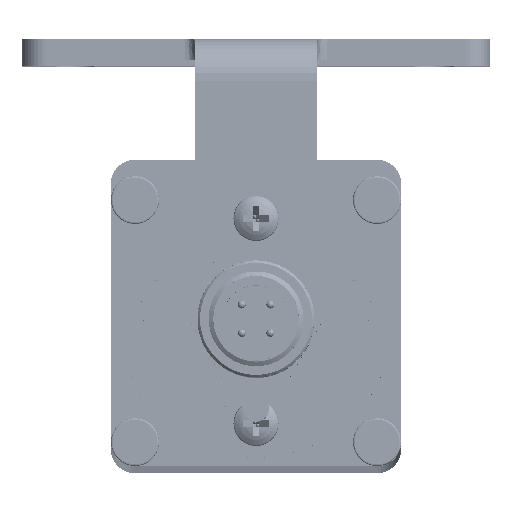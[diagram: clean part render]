
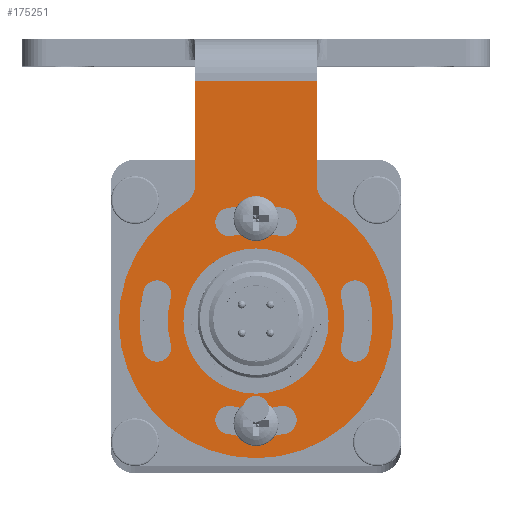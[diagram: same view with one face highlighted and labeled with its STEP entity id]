
A CAD part, top view. The second image highlights one B-rep face of the part: STEP entity #175251.
In plain terms, the highlighted face is planar.
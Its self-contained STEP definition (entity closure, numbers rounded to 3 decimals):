
#174037=DIRECTION('',(1.,0.,0.));
#174038=VECTOR('',#174037,15.);
#174039=CARTESIAN_POINT('',(-7.5,24.2,-2.6));
#174040=LINE('',#174039,#174038);
#174228=CARTESIAN_POINT('',(10.5,24.2,-15.378));
#174229=DIRECTION('',(0.,-1.,0.));
#174230=DIRECTION('',(-1.,0.,0.));
#174231=AXIS2_PLACEMENT_3D('',#174228,#174229,#174230);
#174238=CARTESIAN_POINT('',(0.,24.2,-32.4));
#174239=DIRECTION('',(0.,1.,0.));
#174240=DIRECTION('',(-1.,0.,0.));
#174241=AXIS2_PLACEMENT_3D('',#174238,#174239,#174240);
#174243=CARTESIAN_POINT('',(0.,24.2,-32.4));
#174244=DIRECTION('',(0.,1.,0.));
#174245=DIRECTION('',(1.,0.,0.));
#174246=AXIS2_PLACEMENT_3D('',#174243,#174244,#174245);
#174248=CARTESIAN_POINT('',(-3.287,24.2,-20.133));
#174249=DIRECTION('',(0.,1.,0.));
#174250=DIRECTION('',(0.259,0.,-0.966));
#174251=AXIS2_PLACEMENT_3D('',#174248,#174249,#174250);
#174253=CARTESIAN_POINT('',(0.,24.2,-32.4));
#174254=DIRECTION('',(0.,1.,0.));
#174255=DIRECTION('',(-0.259,0.,0.966));
#174256=AXIS2_PLACEMENT_3D('',#174253,#174254,#174255);
#174258=CARTESIAN_POINT('',(3.287,24.2,-20.133));
#174259=DIRECTION('',(0.,1.,0.));
#174260=DIRECTION('',(0.259,0.,0.966));
#174261=AXIS2_PLACEMENT_3D('',#174258,#174259,#174260);
#174263=CARTESIAN_POINT('',(0.,24.2,-32.4));
#174264=DIRECTION('',(0.,1.,0.));
#174265=DIRECTION('',(-0.259,0.,0.966));
#174266=AXIS2_PLACEMENT_3D('',#174263,#174264,#174265);
#174268=CARTESIAN_POINT('',(12.267,24.2,-29.113));
#174269=DIRECTION('',(0.,1.,0.));
#174270=DIRECTION('',(-0.966,0.,-0.259));
#174271=AXIS2_PLACEMENT_3D('',#174268,#174269,#174270);
#174273=CARTESIAN_POINT('',(0.,24.2,-32.4));
#174274=DIRECTION('',(0.,1.,0.));
#174275=DIRECTION('',(0.966,0.,0.259));
#174276=AXIS2_PLACEMENT_3D('',#174273,#174274,#174275);
#174278=CARTESIAN_POINT('',(12.267,24.2,-35.687));
#174279=DIRECTION('',(0.,1.,0.));
#174280=DIRECTION('',(0.966,0.,-0.259));
#174281=AXIS2_PLACEMENT_3D('',#174278,#174279,#174280);
#174283=CARTESIAN_POINT('',(0.,24.2,-32.4));
#174284=DIRECTION('',(0.,1.,0.));
#174285=DIRECTION('',(0.966,0.,0.259));
#174286=AXIS2_PLACEMENT_3D('',#174283,#174284,#174285);
#174288=CARTESIAN_POINT('',(3.287,24.2,-44.667));
#174289=DIRECTION('',(0.,1.,0.));
#174290=DIRECTION('',(-0.259,0.,0.966));
#174291=AXIS2_PLACEMENT_3D('',#174288,#174289,#174290);
#174293=CARTESIAN_POINT('',(0.,24.2,-32.4));
#174294=DIRECTION('',(0.,1.,0.));
#174295=DIRECTION('',(0.259,0.,-0.966));
#174296=AXIS2_PLACEMENT_3D('',#174293,#174294,#174295);
#174298=CARTESIAN_POINT('',(-3.287,24.2,-44.667));
#174299=DIRECTION('',(0.,1.,0.));
#174300=DIRECTION('',(-0.259,0.,-0.966));
#174301=AXIS2_PLACEMENT_3D('',#174298,#174299,#174300);
#174303=CARTESIAN_POINT('',(0.,24.2,-32.4));
#174304=DIRECTION('',(0.,1.,0.));
#174305=DIRECTION('',(0.259,0.,-0.966));
#174306=AXIS2_PLACEMENT_3D('',#174303,#174304,#174305);
#174308=CARTESIAN_POINT('',(-12.267,24.2,-35.687));
#174309=DIRECTION('',(0.,1.,0.));
#174310=DIRECTION('',(0.966,0.,0.259));
#174311=AXIS2_PLACEMENT_3D('',#174308,#174309,#174310);
#174313=CARTESIAN_POINT('',(0.,24.2,-32.4));
#174314=DIRECTION('',(0.,1.,0.));
#174315=DIRECTION('',(-0.966,0.,-0.259));
#174316=AXIS2_PLACEMENT_3D('',#174313,#174314,#174315);
#174318=CARTESIAN_POINT('',(-12.267,24.2,-29.113));
#174319=DIRECTION('',(0.,1.,0.));
#174320=DIRECTION('',(-0.966,0.,0.259));
#174321=AXIS2_PLACEMENT_3D('',#174318,#174319,#174320);
#174323=CARTESIAN_POINT('',(0.,24.2,-32.4));
#174324=DIRECTION('',(0.,1.,0.));
#174325=DIRECTION('',(-0.966,0.,-0.259));
#174326=AXIS2_PLACEMENT_3D('',#174323,#174324,#174325);
#174328=DIRECTION('',(0.,0.,1.));
#174329=VECTOR('',#174328,12.778);
#174330=CARTESIAN_POINT('',(-7.5,24.2,-15.378));
#174331=LINE('',#174330,#174329);
#174332=CARTESIAN_POINT('',(0.,24.2,-32.4));
#174333=DIRECTION('',(0.,1.,0.));
#174334=DIRECTION('',(0.525,0.,0.851));
#174335=AXIS2_PLACEMENT_3D('',#174332,#174333,#174334);
#174337=DIRECTION('',(0.,0.,-1.));
#174338=VECTOR('',#174337,12.778);
#174339=CARTESIAN_POINT('',(7.5,24.2,-2.6));
#174340=LINE('',#174339,#174338);
#174524=CARTESIAN_POINT('',(-10.5,24.2,-15.378));
#174525=DIRECTION('',(0.,-1.,0.));
#174526=DIRECTION('',(0.525,0.,-0.851));
#174527=AXIS2_PLACEMENT_3D('',#174524,#174525,#174526);
#174600=CARTESIAN_POINT('',(-7.5,24.2,-2.6));
#174601=CARTESIAN_POINT('',(7.5,24.2,-2.6));
#174602=VERTEX_POINT('',#174600);
#174603=VERTEX_POINT('',#174601);
#174620=CARTESIAN_POINT('',(-9.,24.2,-32.4));
#174621=CARTESIAN_POINT('',(9.,24.2,-32.4));
#174622=VERTEX_POINT('',#174620);
#174623=VERTEX_POINT('',#174621);
#174632=CARTESIAN_POINT('',(-2.834,24.2,-21.823));
#174633=CARTESIAN_POINT('',(-3.74,24.2,-18.442));
#174634=VERTEX_POINT('',#174632);
#174635=VERTEX_POINT('',#174633);
#174636=CARTESIAN_POINT('',(2.834,24.2,-21.823));
#174637=VERTEX_POINT('',#174636);
#174638=CARTESIAN_POINT('',(3.74,24.2,-18.442));
#174639=VERTEX_POINT('',#174638);
#174648=CARTESIAN_POINT('',(10.577,24.2,-29.566));
#174649=CARTESIAN_POINT('',(13.958,24.2,-28.66));
#174650=VERTEX_POINT('',#174648);
#174651=VERTEX_POINT('',#174649);
#174652=CARTESIAN_POINT('',(10.577,24.2,-35.234));
#174653=VERTEX_POINT('',#174652);
#174654=CARTESIAN_POINT('',(13.958,24.2,-36.14));
#174655=VERTEX_POINT('',#174654);
#174664=CARTESIAN_POINT('',(2.834,24.2,-42.977));
#174665=CARTESIAN_POINT('',(3.74,24.2,-46.358));
#174666=VERTEX_POINT('',#174664);
#174667=VERTEX_POINT('',#174665);
#174668=CARTESIAN_POINT('',(-2.834,24.2,-42.977));
#174669=VERTEX_POINT('',#174668);
#174670=CARTESIAN_POINT('',(-3.74,24.2,-46.358));
#174671=VERTEX_POINT('',#174670);
#174680=CARTESIAN_POINT('',(-10.577,24.2,-35.234));
#174681=CARTESIAN_POINT('',(-13.958,24.2,-36.14));
#174682=VERTEX_POINT('',#174680);
#174683=VERTEX_POINT('',#174681);
#174684=CARTESIAN_POINT('',(-10.577,24.2,-29.566));
#174685=VERTEX_POINT('',#174684);
#174686=CARTESIAN_POINT('',(-13.958,24.2,-28.66));
#174687=VERTEX_POINT('',#174686);
#174720=CARTESIAN_POINT('',(7.5,24.2,-15.378));
#174722=VERTEX_POINT('',#174720);
#174724=CARTESIAN_POINT('',(8.925,24.2,-17.931));
#174726=VERTEX_POINT('',#174724);
#174728=CARTESIAN_POINT('',(-8.925,24.2,-17.931));
#174730=VERTEX_POINT('',#174728);
#174732=CARTESIAN_POINT('',(-7.5,24.2,-15.378));
#174734=VERTEX_POINT('',#174732);
#175189=CARTESIAN_POINT('',(15.219,24.2,2.6));
#175190=DIRECTION('',(0.,1.,0.));
#175191=DIRECTION('',(1.,0.,0.));
#175192=AXIS2_PLACEMENT_3D('',#175189,#175190,#175191);
#175193=PLANE('',#175192);
#175195=ORIENTED_EDGE('',*,*,#175194,.F.);
#175197=ORIENTED_EDGE('',*,*,#175196,.F.);
#175199=ORIENTED_EDGE('',*,*,#175198,.F.);
#175200=ORIENTED_EDGE('',*,*,#175180,.F.);
#175201=ORIENTED_EDGE('',*,*,#175169,.F.);
#175202=ORIENTED_EDGE('',*,*,#174928,.F.);
#175203=EDGE_LOOP('',(#175195,#175197,#175199,#175200,#175201,#175202));
#175204=FACE_OUTER_BOUND('',#175203,.F.);
#175206=ORIENTED_EDGE('',*,*,#175205,.T.);
#175208=ORIENTED_EDGE('',*,*,#175207,.T.);
#175210=ORIENTED_EDGE('',*,*,#175209,.T.);
#175212=ORIENTED_EDGE('',*,*,#175211,.F.);
#175213=EDGE_LOOP('',(#175206,#175208,#175210,#175212));
#175214=FACE_BOUND('',#175213,.F.);
#175216=ORIENTED_EDGE('',*,*,#175215,.T.);
#175218=ORIENTED_EDGE('',*,*,#175217,.T.);
#175220=ORIENTED_EDGE('',*,*,#175219,.T.);
#175222=ORIENTED_EDGE('',*,*,#175221,.F.);
#175223=EDGE_LOOP('',(#175216,#175218,#175220,#175222));
#175224=FACE_BOUND('',#175223,.F.);
#175226=ORIENTED_EDGE('',*,*,#175225,.T.);
#175228=ORIENTED_EDGE('',*,*,#175227,.T.);
#175230=ORIENTED_EDGE('',*,*,#175229,.T.);
#175232=ORIENTED_EDGE('',*,*,#175231,.F.);
#175233=EDGE_LOOP('',(#175226,#175228,#175230,#175232));
#175234=FACE_BOUND('',#175233,.F.);
#175236=ORIENTED_EDGE('',*,*,#175235,.T.);
#175238=ORIENTED_EDGE('',*,*,#175237,.T.);
#175240=ORIENTED_EDGE('',*,*,#175239,.T.);
#175242=ORIENTED_EDGE('',*,*,#175241,.F.);
#175243=EDGE_LOOP('',(#175236,#175238,#175240,#175242));
#175244=FACE_BOUND('',#175243,.F.);
#175246=ORIENTED_EDGE('',*,*,#175245,.T.);
#175248=ORIENTED_EDGE('',*,*,#175247,.T.);
#175249=EDGE_LOOP('',(#175246,#175248));
#175250=FACE_BOUND('',#175249,.F.);
#175251=ADVANCED_FACE('',(#175204,#175214,#175224,#175234,#175244,#175250),
#175193,.T.);
#174232=CIRCLE('',#174231,3.);
#174242=CIRCLE('',#174241,9.);
#174247=CIRCLE('',#174246,9.);
#174252=CIRCLE('',#174251,1.75);
#174257=CIRCLE('',#174256,14.45);
#174262=CIRCLE('',#174261,1.75);
#174267=CIRCLE('',#174266,10.95);
#174272=CIRCLE('',#174271,1.75);
#174277=CIRCLE('',#174276,14.45);
#174282=CIRCLE('',#174281,1.75);
#174287=CIRCLE('',#174286,10.95);
#174292=CIRCLE('',#174291,1.75);
#174297=CIRCLE('',#174296,14.45);
#174302=CIRCLE('',#174301,1.75);
#174307=CIRCLE('',#174306,10.95);
#174312=CIRCLE('',#174311,1.75);
#174317=CIRCLE('',#174316,14.45);
#174322=CIRCLE('',#174321,1.75);
#174327=CIRCLE('',#174326,10.95);
#174336=CIRCLE('',#174335,17.);
#174528=CIRCLE('',#174527,3.);
#174928=EDGE_CURVE('',#174602,#174603,#174040,.T.);
#175169=EDGE_CURVE('',#174603,#174722,#174340,.T.);
#175180=EDGE_CURVE('',#174722,#174726,#174232,.T.);
#175194=EDGE_CURVE('',#174734,#174602,#174331,.T.);
#175196=EDGE_CURVE('',#174730,#174734,#174528,.T.);
#175198=EDGE_CURVE('',#174726,#174730,#174336,.T.);
#175205=EDGE_CURVE('',#174634,#174635,#174252,.T.);
#175207=EDGE_CURVE('',#174635,#174639,#174257,.T.);
#175209=EDGE_CURVE('',#174639,#174637,#174262,.T.);
#175211=EDGE_CURVE('',#174634,#174637,#174267,.T.);
#175215=EDGE_CURVE('',#174650,#174651,#174272,.T.);
#175217=EDGE_CURVE('',#174651,#174655,#174277,.T.);
#175219=EDGE_CURVE('',#174655,#174653,#174282,.T.);
#175221=EDGE_CURVE('',#174650,#174653,#174287,.T.);
#175225=EDGE_CURVE('',#174666,#174667,#174292,.T.);
#175227=EDGE_CURVE('',#174667,#174671,#174297,.T.);
#175229=EDGE_CURVE('',#174671,#174669,#174302,.T.);
#175231=EDGE_CURVE('',#174666,#174669,#174307,.T.);
#175235=EDGE_CURVE('',#174682,#174683,#174312,.T.);
#175237=EDGE_CURVE('',#174683,#174687,#174317,.T.);
#175239=EDGE_CURVE('',#174687,#174685,#174322,.T.);
#175241=EDGE_CURVE('',#174682,#174685,#174327,.T.);
#175245=EDGE_CURVE('',#174622,#174623,#174242,.T.);
#175247=EDGE_CURVE('',#174623,#174622,#174247,.T.);
